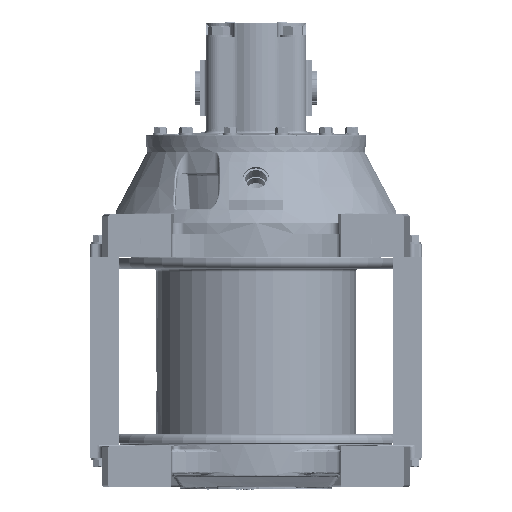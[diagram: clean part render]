
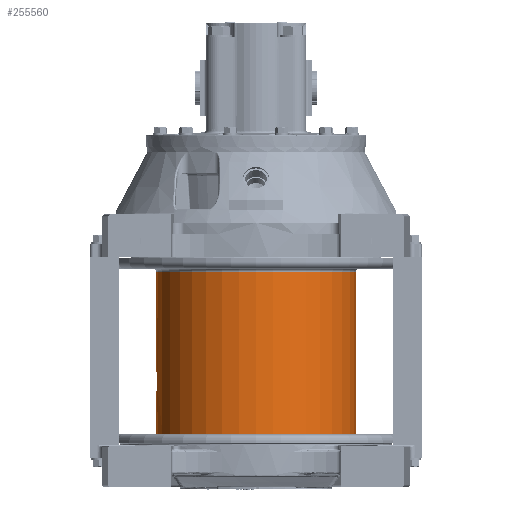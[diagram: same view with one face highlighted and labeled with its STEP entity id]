
A CAD part, front view. The second image highlights one B-rep face of the part: STEP entity #255560.
In plain terms, the highlighted cylindrical face has radius 122.237 mm (diameter 244.475 mm), a partial arc.
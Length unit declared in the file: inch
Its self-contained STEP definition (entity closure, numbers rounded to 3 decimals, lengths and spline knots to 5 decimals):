
#253925=CARTESIAN_POINT('',(0.,0.01321,-6.0405));
#253926=DIRECTION('',(0.,0.,1.));
#253927=DIRECTION('',(-1.,0.,0.));
#253928=AXIS2_PLACEMENT_3D('',#253925,#253926,#253927);
#253981=CARTESIAN_POINT('',(0.,0.01321,-13.88425));
#253982=DIRECTION('',(0.,0.,-1.));
#253983=DIRECTION('',(1.,0.,0.));
#253984=AXIS2_PLACEMENT_3D('',#253981,#253982,#253983);
#254287=DIRECTION('',(0.,0.,1.));
#254288=VECTOR('',#254287,7.84375);
#254289=CARTESIAN_POINT('',(4.8125,0.01321,-13.88425));
#254290=LINE('',#254289,#254288);
#254291=DIRECTION('',(0.,0.,-1.));
#254292=VECTOR('',#254291,2.05);
#254293=CARTESIAN_POINT('',(-4.8125,0.01321,-11.83425));
#254294=LINE('',#254293,#254292);
#254295=CARTESIAN_POINT('',(-4.8125,0.01321,-11.83425));
#254296=CARTESIAN_POINT('',(-4.8125,-0.03577,-11.83396));
#254297=CARTESIAN_POINT('',(-4.81104,-0.12935,
-11.8206));
#254298=CARTESIAN_POINT('',(-4.80519,-0.26134,
-11.76036));
#254299=CARTESIAN_POINT('',(-4.7975,-0.37033,
-11.66561));
#254300=CARTESIAN_POINT('',(-4.79045,-0.44821,
-11.54399));
#254301=CARTESIAN_POINT('',(-4.78629,-0.48845,
-11.406));
#254302=CARTESIAN_POINT('',(-4.78629,-0.48845,
-11.26251));
#254303=CARTESIAN_POINT('',(-4.79045,-0.44822,
-11.12454));
#254304=CARTESIAN_POINT('',(-4.7975,-0.37036,
-11.00293));
#254305=CARTESIAN_POINT('',(-4.80518,-0.26137,
-10.90816));
#254306=CARTESIAN_POINT('',(-4.81104,-0.12938,
-10.8479));
#254307=CARTESIAN_POINT('',(-4.8125,-0.03578,-10.83454));
#254308=CARTESIAN_POINT('',(-4.8125,0.01321,-10.83425));
#254310=DIRECTION('',(0.,0.,-1.));
#254311=VECTOR('',#254310,4.79375);
#254312=CARTESIAN_POINT('',(-4.8125,0.01321,-6.0405));
#254313=LINE('',#254312,#254311);
#254456=VERTEX_POINT('',#254308);
#254457=VERTEX_POINT('',#254295);
#254500=CARTESIAN_POINT('',(-4.8125,0.01321,-6.0405));
#254501=VERTEX_POINT('',#254500);
#254502=CARTESIAN_POINT('',(4.8125,0.01321,-6.0405));
#254503=VERTEX_POINT('',#254502);
#254516=CARTESIAN_POINT('',(4.8125,0.01321,-13.88425));
#254517=VERTEX_POINT('',#254516);
#254534=CARTESIAN_POINT('',(-4.8125,0.01321,-13.88425));
#254535=VERTEX_POINT('',#254534);
#255546=CARTESIAN_POINT('',(0.,0.01321,-14.92425));
#255547=DIRECTION('',(0.,0.,-1.));
#255548=DIRECTION('',(-1.,0.,0.));
#255549=AXIS2_PLACEMENT_3D('',#255546,#255547,#255548);
#255550=CYLINDRICAL_SURFACE('',#255549,4.8125);
#255551=ORIENTED_EDGE('',*,*,#254894,.T.);
#255552=ORIENTED_EDGE('',*,*,#254944,.F.);
#255553=ORIENTED_EDGE('',*,*,#254982,.T.);
#255554=ORIENTED_EDGE('',*,*,#254951,.F.);
#255556=ORIENTED_EDGE('',*,*,#255555,.T.);
#255557=ORIENTED_EDGE('',*,*,#254947,.F.);
#255558=EDGE_LOOP('',(#255551,#255552,#255553,#255554,#255556,#255557));
#255559=FACE_OUTER_BOUND('',#255558,.F.);
#253929=CIRCLE('',#253928,4.8125);
#253985=CIRCLE('',#253984,4.8125);
#254309=B_SPLINE_CURVE_WITH_KNOTS('',3,(#254295,#254296,#254297,#254298,#254299,
#254300,#254301,#254302,#254303,#254304,#254305,#254306,#254307,#254308),
.UNSPECIFIED.,.F.,.F.,(4,1,1,1,1,1,1,1,1,1,1,4),(0.,0.09091,
0.18182,0.27273,0.36364,0.45455,
0.54545,0.63636,0.72727,0.81818,
0.90909,1.),.UNSPECIFIED.);
#254894=EDGE_CURVE('',#254501,#254503,#253929,.T.);
#254944=EDGE_CURVE('',#254517,#254503,#254290,.T.);
#254947=EDGE_CURVE('',#254501,#254456,#254313,.T.);
#254951=EDGE_CURVE('',#254457,#254535,#254294,.T.);
#254982=EDGE_CURVE('',#254517,#254535,#253985,.T.);
#255555=EDGE_CURVE('',#254457,#254456,#254309,.T.);
#255560=ADVANCED_FACE('',(#255559),#255550,.T.);
